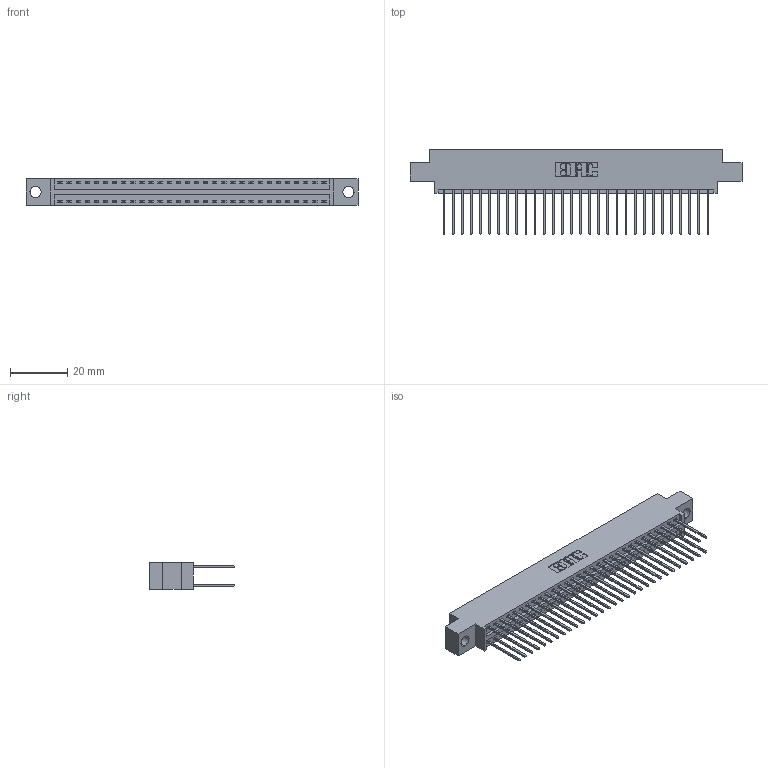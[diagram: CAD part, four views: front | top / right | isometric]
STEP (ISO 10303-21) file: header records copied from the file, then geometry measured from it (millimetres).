
FILE_DESCRIPTION (( 'STEP AP203' ), '1' );
FILE_NAME ('346-060-540-804.STEP', '2018-08-28T05:48:25', ( '' ), ( '' ), 'SwSTEP 2.0', 'SolidWorks 2016', '' );
FILE_SCHEMA (( 'CONFIG_CONTROL_DESIGN' ));
Length unit declared in the file: inch
Products named in the file (3): 346 Part_0.170 Offset - 0.156 Dia-TH; 345-292-001_345-293-140; 346-060-540-804
Assembly tree (61 placements, depth 2):
  346-060-540-804
    346 Part_0.170 Offset - 0.156 Dia-TH
    345-292-001_345-293-140  x60
Bounding box: 115.82 x 29.46 x 9.4 mm (x, y, z)
Volume: 11186.1 mm3; surface area: 16256.2 mm2
Topology: 61 solids, 61 shells, 3246 faces, 9641 edges, 6346 vertices
Faces by surface type: plane 2180, cylinder 1066
Entity records: 21347 total; most frequent: CARTESIAN_POINT 3536, ORIENTED_EDGE 3470, DIRECTION 3167, EDGE_CURVE 1735, LINE 1483, VECTOR 1483, VERTEX_POINT 1154, AXIS2_PLACEMENT_3D 842
